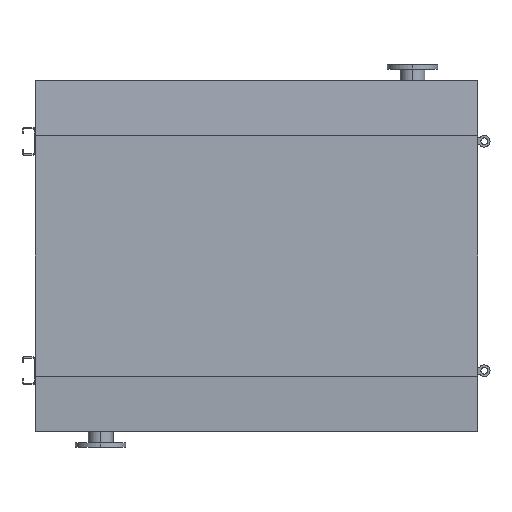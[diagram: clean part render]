
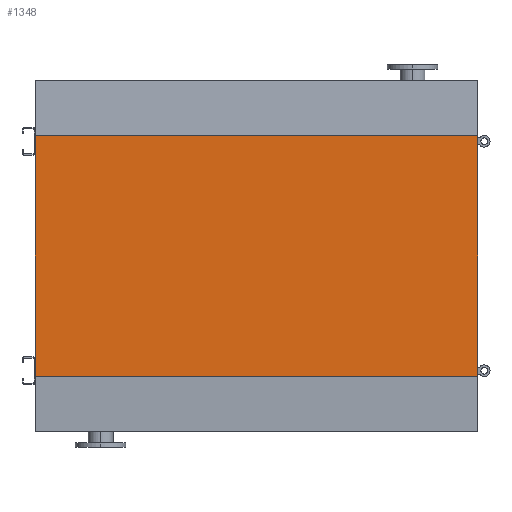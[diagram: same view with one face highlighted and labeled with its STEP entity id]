
A CAD part, front view. The second image highlights one B-rep face of the part: STEP entity #1348.
In plain terms, the highlighted planar face has unit normal (0, -1, 0).
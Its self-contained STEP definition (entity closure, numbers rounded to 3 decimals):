
#158 = LINE ( 'NONE', #2372, #3530 ) ;
#339 = DIRECTION ( 'NONE',  ( 0., 0., -1. ) ) ;
#558 = ORIENTED_EDGE ( 'NONE', *, *, #4444, .F. ) ;
#720 = VECTOR ( 'NONE', #5417, 1000. ) ;
#726 = DIRECTION ( 'NONE',  ( 0., 0., 1. ) ) ;
#799 = EDGE_CURVE ( 'NONE', #5027, #6447, #3568, .T. ) ;
#824 = CARTESIAN_POINT ( 'NONE',  ( -965., 0., -1050. ) ) ;
#955 = FACE_OUTER_BOUND ( 'NONE', #1068, .T. ) ;
#1068 = EDGE_LOOP ( 'NONE', ( #4611, #558, #5298, #3429 ) ) ;
#1288 = VECTOR ( 'NONE', #5207, 1000. ) ;
#1348 = ADVANCED_FACE ( 'NONE', ( #955 ), #1939, .T. ) ;
#1939 = PLANE ( 'NONE',  #6545 ) ;
#2061 = CARTESIAN_POINT ( 'NONE',  ( -965., 0., 0. ) ) ;
#2372 = CARTESIAN_POINT ( 'NONE',  ( -965., 0., -1050. ) ) ;
#2569 = CARTESIAN_POINT ( 'NONE',  ( 965., 0., -1050. ) ) ;
#2705 = CARTESIAN_POINT ( 'NONE',  ( -965., 0., 0. ) ) ;
#3029 = CARTESIAN_POINT ( 'NONE',  ( -965., 0., -1050. ) ) ;
#3429 = ORIENTED_EDGE ( 'NONE', *, *, #3439, .T. ) ;
#3439 = EDGE_CURVE ( 'NONE', #6447, #5894, #3597, .T. ) ;
#3530 = VECTOR ( 'NONE', #726, 1000. ) ;
#3568 = LINE ( 'NONE', #824, #1288 ) ;
#3597 = LINE ( 'NONE', #2569, #5372 ) ;
#3756 = EDGE_CURVE ( 'NONE', #7206, #5894, #6980, .T. ) ;
#4127 = CARTESIAN_POINT ( 'NONE',  ( 965., 0., 0. ) ) ;
#4286 = DIRECTION ( 'NONE',  ( 0., -1., 0. ) ) ;
#4444 = EDGE_CURVE ( 'NONE', #5027, #7206, #158, .T. ) ;
#4611 = ORIENTED_EDGE ( 'NONE', *, *, #3756, .F. ) ;
#4809 = DIRECTION ( 'NONE',  ( 0., 0., 1. ) ) ;
#5027 = VERTEX_POINT ( 'NONE', #5526 ) ;
#5207 = DIRECTION ( 'NONE',  ( 1., 0., 0. ) ) ;
#5298 = ORIENTED_EDGE ( 'NONE', *, *, #799, .T. ) ;
#5372 = VECTOR ( 'NONE', #4809, 1000. ) ;
#5417 = DIRECTION ( 'NONE',  ( 1., 0., 0. ) ) ;
#5526 = CARTESIAN_POINT ( 'NONE',  ( -965., 0., -1050. ) ) ;
#5894 = VERTEX_POINT ( 'NONE', #4127 ) ;
#6447 = VERTEX_POINT ( 'NONE', #6754 ) ;
#6545 = AXIS2_PLACEMENT_3D ( 'NONE', #3029, #4286, #339 ) ;
#6754 = CARTESIAN_POINT ( 'NONE',  ( 965., 0., -1050. ) ) ;
#6980 = LINE ( 'NONE', #2061, #720 ) ;
#7206 = VERTEX_POINT ( 'NONE', #2705 ) ;
